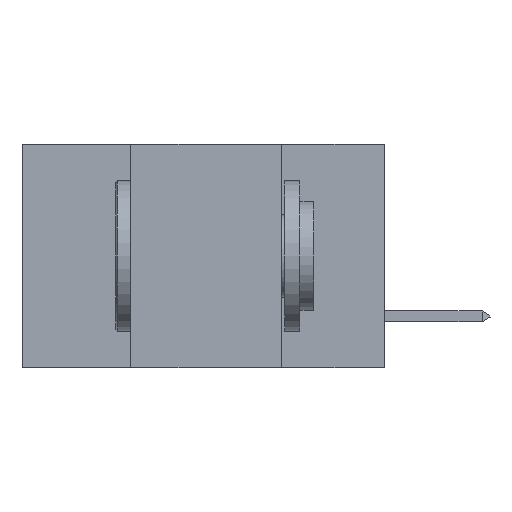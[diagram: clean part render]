
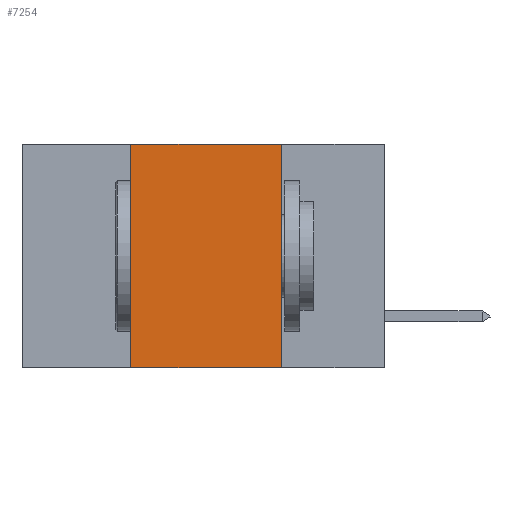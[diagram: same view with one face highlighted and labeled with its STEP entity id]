
A CAD part, left-side view. The second image highlights one B-rep face of the part: STEP entity #7254.
In plain terms, the highlighted planar face has unit normal (-1, 0, 0).
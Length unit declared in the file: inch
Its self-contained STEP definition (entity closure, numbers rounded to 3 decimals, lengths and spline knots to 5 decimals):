
#2579 = VECTOR ( 'NONE', #19856, 39.37008 ) ;
#2599 = VERTEX_POINT ( 'NONE', #29718 ) ;
#3480 = CARTESIAN_POINT ( 'NONE',  ( 0., 0.42, 0. ) ) ;
#5487 = DIRECTION ( 'NONE',  ( 0., -1., 0. ) ) ;
#5873 = AXIS2_PLACEMENT_3D ( 'NONE', #7191, #7298, #25103 ) ;
#5922 = ORIENTED_EDGE ( 'NONE', *, *, #8157, .T. ) ;
#6250 = EDGE_LOOP ( 'NONE', ( #15022, #24792, #9095, #5922 ) ) ;
#6267 = VERTEX_POINT ( 'NONE', #12191 ) ;
#6404 = EDGE_CURVE ( 'NONE', #6267, #25907, #6643, .T. ) ;
#6643 = LINE ( 'NONE', #3480, #21087 ) ;
#6954 = CARTESIAN_POINT ( 'NONE',  ( 0., 0.6, -0.37 ) ) ;
#7167 = VERTEX_POINT ( 'NONE', #15007 ) ;
#7191 = CARTESIAN_POINT ( 'NONE',  ( 0., 0.6, 0. ) ) ;
#7254 = ADVANCED_FACE ( 'NONE', ( #11068 ), #12701, .F. ) ;
#7298 = DIRECTION ( 'NONE',  ( 1., 0., 0. ) ) ;
#7778 = EDGE_CURVE ( 'NONE', #25907, #2599, #31427, .T. ) ;
#8157 = EDGE_CURVE ( 'NONE', #6267, #7167, #17852, .T. ) ;
#9095 = ORIENTED_EDGE ( 'NONE', *, *, #6404, .F. ) ;
#9294 = VECTOR ( 'NONE', #27994, 39.37008 ) ;
#10202 = EDGE_CURVE ( 'NONE', #2599, #7167, #20512, .T. ) ;
#11068 = FACE_OUTER_BOUND ( 'NONE', #6250, .T. ) ;
#12191 = CARTESIAN_POINT ( 'NONE',  ( 0., 0.42, -0.37 ) ) ;
#12701 = PLANE ( 'NONE',  #5873 ) ;
#15007 = CARTESIAN_POINT ( 'NONE',  ( 0., 0.17, -0.37 ) ) ;
#15022 = ORIENTED_EDGE ( 'NONE', *, *, #10202, .F. ) ;
#17852 = LINE ( 'NONE', #6954, #2579 ) ;
#19856 = DIRECTION ( 'NONE',  ( 0., -1., 0. ) ) ;
#20402 = CARTESIAN_POINT ( 'NONE',  ( 0., 0.17, 0. ) ) ;
#20512 = LINE ( 'NONE', #20402, #9294 ) ;
#21087 = VECTOR ( 'NONE', #31339, 39.37008 ) ;
#22413 = CARTESIAN_POINT ( 'NONE',  ( 0., 0.42, 0. ) ) ;
#23062 = VECTOR ( 'NONE', #5487, 39.37008 ) ;
#23534 = CARTESIAN_POINT ( 'NONE',  ( 0., 0.6, 0. ) ) ;
#24792 = ORIENTED_EDGE ( 'NONE', *, *, #7778, .F. ) ;
#25103 = DIRECTION ( 'NONE',  ( 0., 0., -1. ) ) ;
#25907 = VERTEX_POINT ( 'NONE', #22413 ) ;
#27994 = DIRECTION ( 'NONE',  ( 0., 0., -1. ) ) ;
#29718 = CARTESIAN_POINT ( 'NONE',  ( 0., 0.17, 0. ) ) ;
#31339 = DIRECTION ( 'NONE',  ( 0., 0., 1. ) ) ;
#31427 = LINE ( 'NONE', #23534, #23062 ) ;
